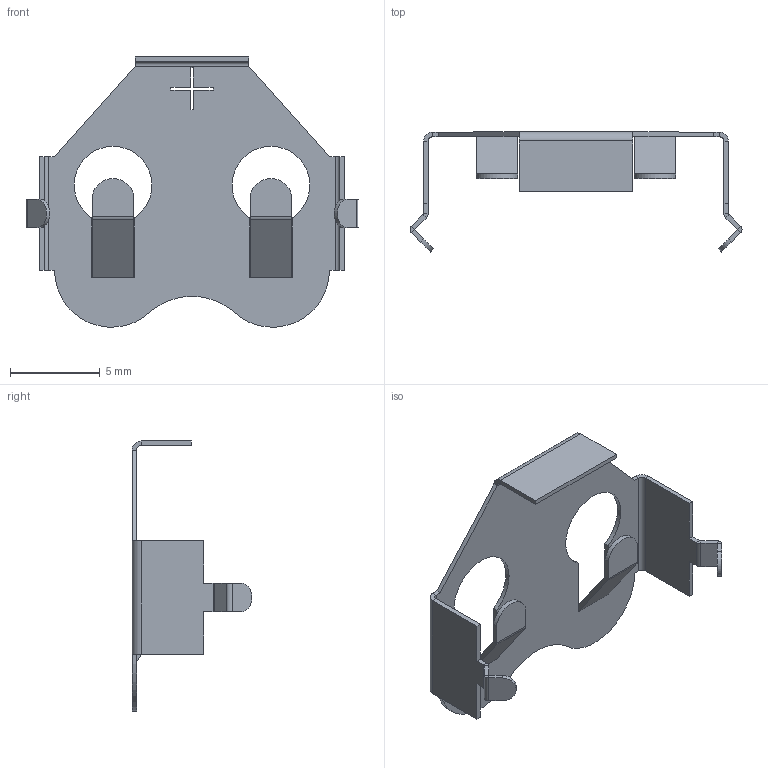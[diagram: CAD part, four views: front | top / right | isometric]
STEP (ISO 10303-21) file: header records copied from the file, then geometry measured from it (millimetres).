
FILE_DESCRIPTION (( 'STEP AP214' ), '1' );
FILE_NAME ('3013.STEP', '2019-02-22T14:42:01', ( '' ), ( '' ), 'SwSTEP 2.0', 'SolidWorks 2013', '' );
FILE_SCHEMA (( 'AUTOMOTIVE_DESIGN' ));
Length unit declared in the file: inch
Products named in the file (1): 3013
Bounding box: 18.53 x 6.69 x 15.08 mm (x, y, z)
Volume: 65.8 mm3; surface area: 559.6 mm2
Topology: 1 solids, 1 shells, 128 faces, 290 edges, 164 vertices
Faces by surface type: plane 103, cylinder 25
Entity records: 3648 total; most frequent: DIRECTION 598, CARTESIAN_POINT 583, ORIENTED_EDGE 580, EDGE_CURVE 290, VECTOR 240, LINE 240, AXIS2_PLACEMENT_3D 179, VERTEX_POINT 164
